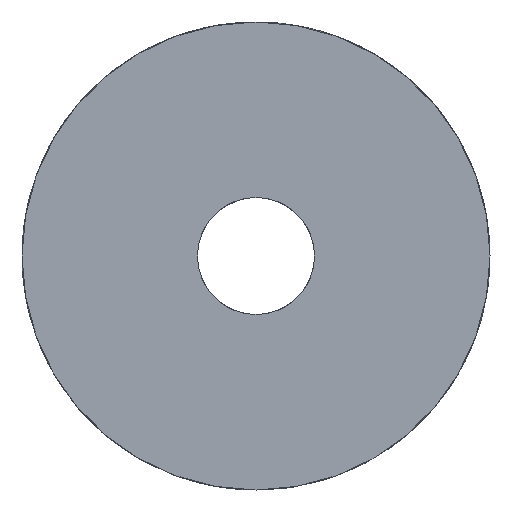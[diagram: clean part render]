
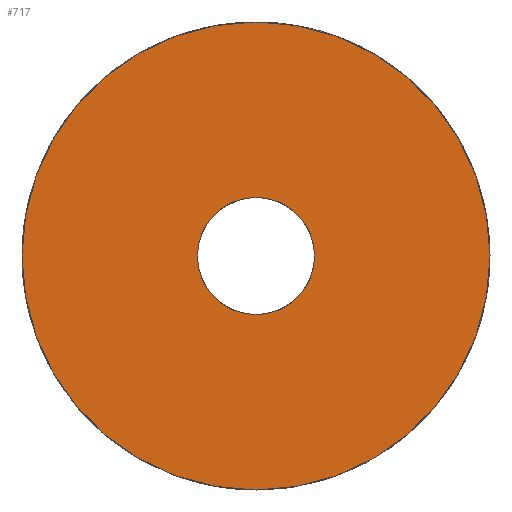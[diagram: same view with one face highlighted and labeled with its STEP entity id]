
A CAD part, front view. The second image highlights one B-rep face of the part: STEP entity #717.
In plain terms, the highlighted planar face has unit normal (0, -1, 0).
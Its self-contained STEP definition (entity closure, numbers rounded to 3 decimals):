
#76 = EDGE_CURVE ( 'NONE', #1769, #1291, #326, .T. ) ;
#172 = DIRECTION ( 'NONE',  ( 0., 0., 1. ) ) ;
#267 = VERTEX_POINT ( 'NONE', #1183 ) ;
#298 = DIRECTION ( 'NONE',  ( 0., 1., 0. ) ) ;
#326 = CIRCLE ( 'NONE', #1202, 2.5 ) ;
#348 = CARTESIAN_POINT ( 'NONE',  ( 0., 0., 0. ) ) ;
#357 = DIRECTION ( 'NONE',  ( 0., 1., 0. ) ) ;
#424 = AXIS2_PLACEMENT_3D ( 'NONE', #348, #357, #505 ) ;
#428 = CIRCLE ( 'NONE', #694, 2.5 ) ;
#435 = AXIS2_PLACEMENT_3D ( 'NONE', #1051, #1524, #1880 ) ;
#505 = DIRECTION ( 'NONE',  ( 0., 0., 1. ) ) ;
#517 = EDGE_LOOP ( 'NONE', ( #1551, #831 ) ) ;
#602 = PLANE ( 'NONE',  #435 ) ;
#650 = DIRECTION ( 'NONE',  ( 0., 0., 1. ) ) ;
#691 = FACE_BOUND ( 'NONE', #517, .T. ) ;
#694 = AXIS2_PLACEMENT_3D ( 'NONE', #1547, #964, #650 ) ;
#717 = ADVANCED_FACE ( 'NONE', ( #691, #1361 ), #602, .F. ) ;
#724 = CARTESIAN_POINT ( 'NONE',  ( 0., 0., 2.5 ) ) ;
#753 = ORIENTED_EDGE ( 'NONE', *, *, #1347, .F. ) ;
#779 = VERTEX_POINT ( 'NONE', #1296 ) ;
#831 = ORIENTED_EDGE ( 'NONE', *, *, #76, .T. ) ;
#919 = CARTESIAN_POINT ( 'NONE',  ( 0., 0., -2.5 ) ) ;
#943 = CIRCLE ( 'NONE', #424, 10. ) ;
#964 = DIRECTION ( 'NONE',  ( 0., 1., 0. ) ) ;
#993 = DIRECTION ( 'NONE',  ( 0., 0., 1. ) ) ;
#1051 = CARTESIAN_POINT ( 'NONE',  ( 0., 0., 0. ) ) ;
#1056 = AXIS2_PLACEMENT_3D ( 'NONE', #1803, #298, #172 ) ;
#1121 = DIRECTION ( 'NONE',  ( 0., 1., 0. ) ) ;
#1183 = CARTESIAN_POINT ( 'NONE',  ( 0., 0., -10. ) ) ;
#1193 = ORIENTED_EDGE ( 'NONE', *, *, #1819, .F. ) ;
#1202 = AXIS2_PLACEMENT_3D ( 'NONE', #1592, #1121, #993 ) ;
#1291 = VERTEX_POINT ( 'NONE', #724 ) ;
#1296 = CARTESIAN_POINT ( 'NONE',  ( 0., 0., 10. ) ) ;
#1347 = EDGE_CURVE ( 'NONE', #779, #267, #1790, .T. ) ;
#1361 = FACE_OUTER_BOUND ( 'NONE', #1555, .T. ) ;
#1524 = DIRECTION ( 'NONE',  ( 0., 1., 0. ) ) ;
#1547 = CARTESIAN_POINT ( 'NONE',  ( 0., 0., 0. ) ) ;
#1551 = ORIENTED_EDGE ( 'NONE', *, *, #1897, .T. ) ;
#1555 = EDGE_LOOP ( 'NONE', ( #1193, #753 ) ) ;
#1592 = CARTESIAN_POINT ( 'NONE',  ( 0., 0., 0. ) ) ;
#1769 = VERTEX_POINT ( 'NONE', #919 ) ;
#1790 = CIRCLE ( 'NONE', #1056, 10. ) ;
#1803 = CARTESIAN_POINT ( 'NONE',  ( 0., 0., 0. ) ) ;
#1819 = EDGE_CURVE ( 'NONE', #267, #779, #943, .T. ) ;
#1880 = DIRECTION ( 'NONE',  ( 0., 0., 1. ) ) ;
#1897 = EDGE_CURVE ( 'NONE', #1291, #1769, #428, .T. ) ;
